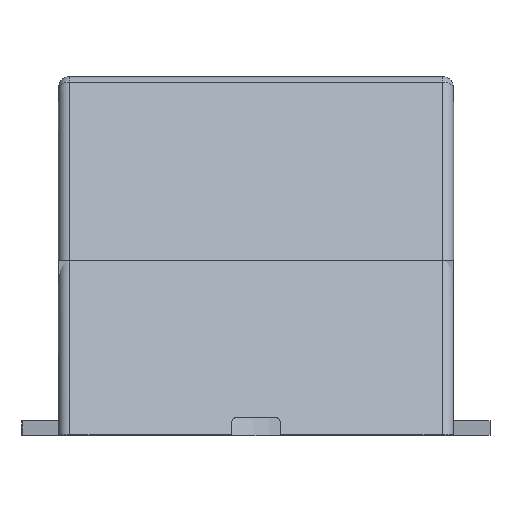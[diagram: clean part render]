
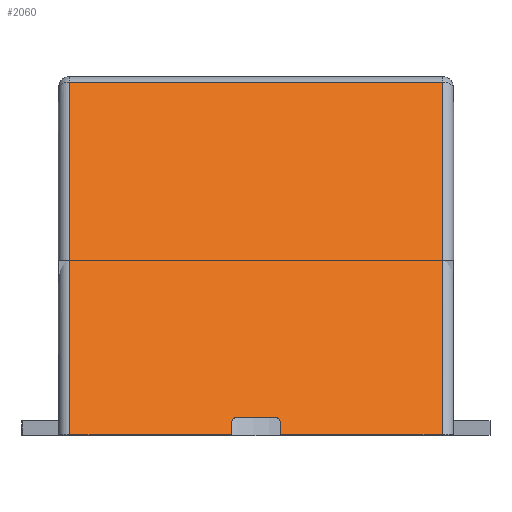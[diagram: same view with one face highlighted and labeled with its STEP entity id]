
A CAD part, top view. The second image highlights one B-rep face of the part: STEP entity #2060.
In plain terms, the highlighted planar face has unit normal (0, 0.507, 0.862).
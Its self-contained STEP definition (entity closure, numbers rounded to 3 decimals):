
#43 = EDGE_CURVE ( 'NONE', #3061, #5424, #5153, .T. ) ;
#50 = DIRECTION ( 'NONE',  ( 0., -0.862, 0.508 ) ) ;
#153 = DIRECTION ( 'NONE',  ( 0., -0.862, 0.508 ) ) ;
#271 = DIRECTION ( 'NONE',  ( -1., 0., 0. ) ) ;
#399 = LINE ( 'NONE', #5013, #5056 ) ;
#408 = CARTESIAN_POINT ( 'NONE',  ( -8.5, 4., 82.986 ) ) ;
#477 = LINE ( 'NONE', #3761, #4091 ) ;
#642 = CARTESIAN_POINT ( 'NONE',  ( 8.5, 4., 82.986 ) ) ;
#743 = LINE ( 'NONE', #2783, #2372 ) ;
#839 = DIRECTION ( 'NONE',  ( 0., 0.862, -0.508 ) ) ;
#864 = CARTESIAN_POINT ( 'NONE',  ( -64., 0., 85.342 ) ) ;
#972 = VERTEX_POINT ( 'NONE', #2925 ) ;
#1171 = VERTEX_POINT ( 'NONE', #3679 ) ;
#1183 = ORIENTED_EDGE ( 'NONE', *, *, #43, .T. ) ;
#1209 = CARTESIAN_POINT ( 'NONE',  ( 68., 1.961, 84.187 ) ) ;
#1239 = EDGE_CURVE ( 'NONE', #1628, #3061, #477, .T. ) ;
#1306 = ORIENTED_EDGE ( 'NONE', *, *, #4010, .T. ) ;
#1328 = EDGE_CURVE ( 'NONE', #5424, #4291, #5273, .T. ) ;
#1413 = CARTESIAN_POINT ( 'NONE',  ( 8.5, 5.172, 82.296 ) ) ;
#1422 = EDGE_CURVE ( 'NONE', #3864, #1745, #5143, .T. ) ;
#1628 = VERTEX_POINT ( 'NONE', #1831 ) ;
#1745 = VERTEX_POINT ( 'NONE', #2617 ) ;
#1791 = CARTESIAN_POINT ( 'NONE',  ( 6.5, 6., 81.808 ) ) ;
#1831 = CARTESIAN_POINT ( 'NONE',  ( 64., 0., 85.342 ) ) ;
#1972 = CARTESIAN_POINT ( 'NONE',  ( 8.5, 4., 82.986 ) ) ;
#2033 = EDGE_CURVE ( 'NONE', #1628, #1745, #4412, .T. ) ;
#2051 = ORIENTED_EDGE ( 'NONE', *, *, #1328, .T. ) ;
#2060 = ADVANCED_FACE ( 'NONE', ( #3169 ), #5403, .T. ) ;
#2119 = VECTOR ( 'NONE', #3965, 1000. ) ;
#2205 = ORIENTED_EDGE ( 'NONE', *, *, #2890, .F. ) ;
#2213 = ORIENTED_EDGE ( 'NONE', *, *, #2033, .F. ) ;
#2372 = VECTOR ( 'NONE', #3176, 1000. ) ;
#2526 = CARTESIAN_POINT ( 'NONE',  ( 68., 0., 85.342 ) ) ;
#2527 = VECTOR ( 'NONE', #271, 1000. ) ;
#2557 = DIRECTION ( 'NONE',  ( 0., 0.862, -0.508 ) ) ;
#2617 = CARTESIAN_POINT ( 'NONE',  ( 8.5, 0., 85.342 ) ) ;
#2645 = CARTESIAN_POINT ( 'NONE',  ( -64., 121.5, 13.774 ) ) ;
#2733 = CARTESIAN_POINT ( 'NONE',  ( 8.5, 1.961, 84.187 ) ) ;
#2740 = CARTESIAN_POINT ( 'NONE',  ( 68., 121.5, 13.774 ) ) ;
#2781 = DIRECTION ( 'NONE',  ( -1., 0., 0. ) ) ;
#2783 = CARTESIAN_POINT ( 'NONE',  ( 68., 6., 81.808 ) ) ;
#2871 = CARTESIAN_POINT ( 'NONE',  ( 6.5, 6., 81.808 ) ) ;
#2890 = EDGE_CURVE ( 'NONE', #972, #4291, #3231, .T. ) ;
#2909 = VECTOR ( 'NONE', #153, 1000. ) ;
#2924 = ORIENTED_EDGE ( 'NONE', *, *, #1239, .T. ) ;
#2925 = CARTESIAN_POINT ( 'NONE',  ( -8.5, 0., 85.342 ) ) ;
#3061 = VERTEX_POINT ( 'NONE', #4659 ) ;
#3169 = FACE_OUTER_BOUND ( 'NONE', #5355, .T. ) ;
#3176 = DIRECTION ( 'NONE',  ( 1., 0., 0. ) ) ;
#3231 = LINE ( 'NONE', #2526, #3881 ) ;
#3249 =( BOUNDED_CURVE ( )  B_SPLINE_CURVE ( 3, ( #1791, #3517, #1413, #642 ),
 .UNSPECIFIED., .F., .F. ) 
 B_SPLINE_CURVE_WITH_KNOTS ( ( 4, 4 ),
 ( 3.142, 4.712 ),
 .UNSPECIFIED. ) 
 CURVE ( )  GEOMETRIC_REPRESENTATION_ITEM ( )  RATIONAL_B_SPLINE_CURVE ( ( 1., 0.805, 0.805, 1. ) ) 
 REPRESENTATION_ITEM ( '' )  );
#3284 = EDGE_CURVE ( 'NONE', #4267, #4183, #743, .T. ) ;
#3368 = DIRECTION ( 'NONE',  ( -1., 0., 0. ) ) ;
#3517 = CARTESIAN_POINT ( 'NONE',  ( 7.672, 6., 81.808 ) ) ;
#3572 = EDGE_CURVE ( 'NONE', #1171, #4267, #5196, .T. ) ;
#3648 = CARTESIAN_POINT ( 'NONE',  ( 68., 0., 85.342 ) ) ;
#3679 = CARTESIAN_POINT ( 'NONE',  ( -8.5, 4., 82.986 ) ) ;
#3761 = CARTESIAN_POINT ( 'NONE',  ( 64., 1.961, 84.187 ) ) ;
#3864 = VERTEX_POINT ( 'NONE', #1972 ) ;
#3881 = VECTOR ( 'NONE', #3368, 1000. ) ;
#3927 = CARTESIAN_POINT ( 'NONE',  ( -64., 1.961, 84.187 ) ) ;
#3937 = ORIENTED_EDGE ( 'NONE', *, *, #3572, .T. ) ;
#3938 = AXIS2_PLACEMENT_3D ( 'NONE', #1209, #4241, #50 ) ;
#3965 = DIRECTION ( 'NONE',  ( 0., -0.862, 0.508 ) ) ;
#4010 = EDGE_CURVE ( 'NONE', #4183, #3864, #3249, .T. ) ;
#4091 = VECTOR ( 'NONE', #839, 1000. ) ;
#4167 = CARTESIAN_POINT ( 'NONE',  ( -8.5, 5.172, 82.296 ) ) ;
#4183 = VERTEX_POINT ( 'NONE', #2871 ) ;
#4241 = DIRECTION ( 'NONE',  ( 0., 0.508, 0.862 ) ) ;
#4267 = VERTEX_POINT ( 'NONE', #4578 ) ;
#4291 = VERTEX_POINT ( 'NONE', #864 ) ;
#4346 = EDGE_CURVE ( 'NONE', #972, #1171, #399, .T. ) ;
#4412 = LINE ( 'NONE', #3648, #4936 ) ;
#4511 = ORIENTED_EDGE ( 'NONE', *, *, #3284, .T. ) ;
#4578 = CARTESIAN_POINT ( 'NONE',  ( -6.5, 6., 81.808 ) ) ;
#4659 = CARTESIAN_POINT ( 'NONE',  ( 64., 121.5, 13.774 ) ) ;
#4835 = ORIENTED_EDGE ( 'NONE', *, *, #1422, .T. ) ;
#4936 = VECTOR ( 'NONE', #2781, 1000. ) ;
#4954 = ORIENTED_EDGE ( 'NONE', *, *, #4346, .T. ) ;
#5013 = CARTESIAN_POINT ( 'NONE',  ( -8.5, 1.961, 84.187 ) ) ;
#5016 = CARTESIAN_POINT ( 'NONE',  ( -7.672, 6., 81.808 ) ) ;
#5056 = VECTOR ( 'NONE', #2557, 1000. ) ;
#5143 = LINE ( 'NONE', #2733, #2119 ) ;
#5153 = LINE ( 'NONE', #2740, #2527 ) ;
#5196 =( BOUNDED_CURVE ( )  B_SPLINE_CURVE ( 3, ( #408, #4167, #5016, #5441 ),
 .UNSPECIFIED., .F., .F. ) 
 B_SPLINE_CURVE_WITH_KNOTS ( ( 4, 4 ),
 ( 1.571, 3.142 ),
 .UNSPECIFIED. ) 
 CURVE ( )  GEOMETRIC_REPRESENTATION_ITEM ( )  RATIONAL_B_SPLINE_CURVE ( ( 1., 0.805, 0.805, 1. ) ) 
 REPRESENTATION_ITEM ( '' )  );
#5273 = LINE ( 'NONE', #3927, #2909 ) ;
#5355 = EDGE_LOOP ( 'NONE', ( #2213, #2924, #1183, #2051, #2205, #4954, #3937, #4511, #1306, #4835 ) ) ;
#5403 = PLANE ( 'NONE',  #3938 ) ;
#5424 = VERTEX_POINT ( 'NONE', #2645 ) ;
#5441 = CARTESIAN_POINT ( 'NONE',  ( -6.5, 6., 81.808 ) ) ;
